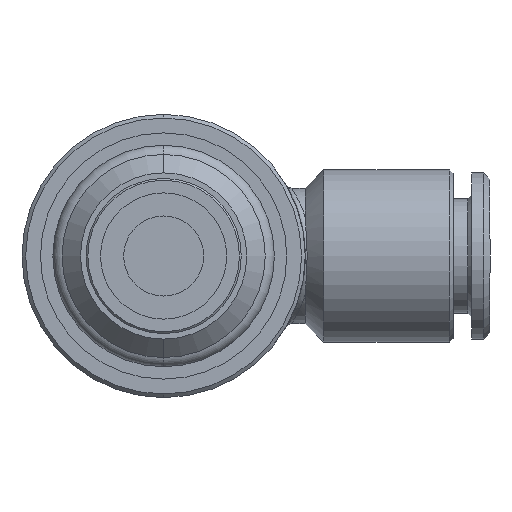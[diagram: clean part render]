
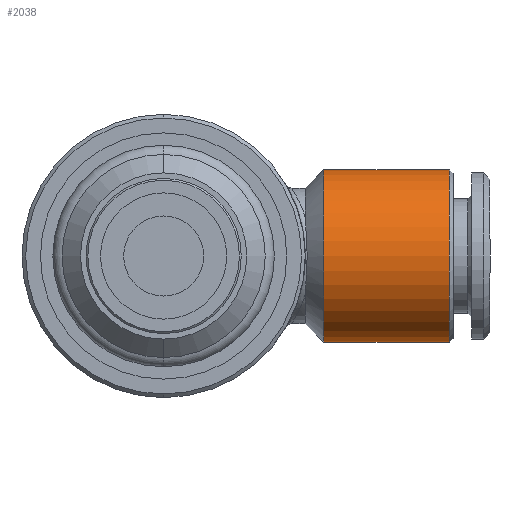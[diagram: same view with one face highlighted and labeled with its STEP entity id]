
A CAD part, front view. The second image highlights one B-rep face of the part: STEP entity #2038.
In plain terms, the highlighted cylindrical face has radius 7 mm (diameter 14 mm), a partial arc.
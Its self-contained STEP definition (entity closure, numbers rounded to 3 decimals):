
#959 = CARTESIAN_POINT ( 'NONE',  ( 13., 20.3, 7. ) ) ;
#988 = CARTESIAN_POINT ( 'NONE',  ( 23.2, 20.3, -7. ) ) ;
#1228 = CARTESIAN_POINT ( 'NONE',  ( -5.577, 20.3, 0. ) ) ;
#1229 = AXIS2_PLACEMENT_3D ( 'NONE', #1228, #1230, #1231 ) ;
#1230 = DIRECTION ( 'NONE',  ( -1., 0., 0. ) ) ;
#1231 = DIRECTION ( 'NONE',  ( 0., 0., 1. ) ) ;
#1420 = VERTEX_POINT ( 'NONE', #2769 ) ;
#1713 = VERTEX_POINT ( 'NONE', #3378 ) ;
#1718 = EDGE_CURVE ( 'NONE', #1806, #1420, #3329, .T. ) ;
#1802 = VERTEX_POINT ( 'NONE', #959 ) ;
#1806 = VERTEX_POINT ( 'NONE', #988 ) ;
#1884 = EDGE_CURVE ( 'NONE', #1713, #1802, #3433, .T. ) ;
#1981 = CYLINDRICAL_SURFACE ( 'NONE', #1229, 7. ) ;
#1990 = FACE_OUTER_BOUND ( 'NONE', #2037, .T. ) ;
#2037 = EDGE_LOOP ( 'NONE', ( #2078, #2142, #2095, #2096 ) ) ;
#2038 = ADVANCED_FACE ( 'NONE', ( #1990 ), #1981, .T. ) ;
#2078 = ORIENTED_EDGE ( 'NONE', *, *, #1718, .F. ) ;
#2086 = EDGE_CURVE ( 'NONE', #1420, #1802, #3515, .T. ) ;
#2095 = ORIENTED_EDGE ( 'NONE', *, *, #1884, .T. ) ;
#2096 = ORIENTED_EDGE ( 'NONE', *, *, #2086, .F. ) ;
#2142 = ORIENTED_EDGE ( 'NONE', *, *, #2208, .T. ) ;
#2208 = EDGE_CURVE ( 'NONE', #1806, #1713, #4447, .T. ) ;
#2769 = CARTESIAN_POINT ( 'NONE',  ( 13., 20.3, -7. ) ) ;
#3326 = DIRECTION ( 'NONE',  ( -1., 0., 0. ) ) ;
#3327 = VECTOR ( 'NONE', #3326, 1000. ) ;
#3328 = CARTESIAN_POINT ( 'NONE',  ( -5.577, 20.3, -7. ) ) ;
#3329 = LINE ( 'NONE', #3328, #3327 ) ;
#3378 = CARTESIAN_POINT ( 'NONE',  ( 23.2, 20.3, 7. ) ) ;
#3397 = DIRECTION ( 'NONE',  ( -1., 0., 0. ) ) ;
#3431 = VECTOR ( 'NONE', #3397, 1000. ) ;
#3432 = CARTESIAN_POINT ( 'NONE',  ( -5.577, 20.3, 7. ) ) ;
#3433 = LINE ( 'NONE', #3432, #3431 ) ;
#3509 = DIRECTION ( 'NONE',  ( 0., 0., 1. ) ) ;
#3510 = DIRECTION ( 'NONE',  ( -1., 0., 0. ) ) ;
#3515 = CIRCLE ( 'NONE', #3517, 7. ) ;
#3516 = CARTESIAN_POINT ( 'NONE',  ( 13., 20.3, 0. ) ) ;
#3517 = AXIS2_PLACEMENT_3D ( 'NONE', #3516, #3510, #3509 ) ;
#4446 = AXIS2_PLACEMENT_3D ( 'NONE', #4460, #4476, #4475 ) ;
#4447 = CIRCLE ( 'NONE', #4446, 7. ) ;
#4460 = CARTESIAN_POINT ( 'NONE',  ( 23.2, 20.3, 0. ) ) ;
#4475 = DIRECTION ( 'NONE',  ( 0., 0., 1. ) ) ;
#4476 = DIRECTION ( 'NONE',  ( -1., 0., 0. ) ) ;
